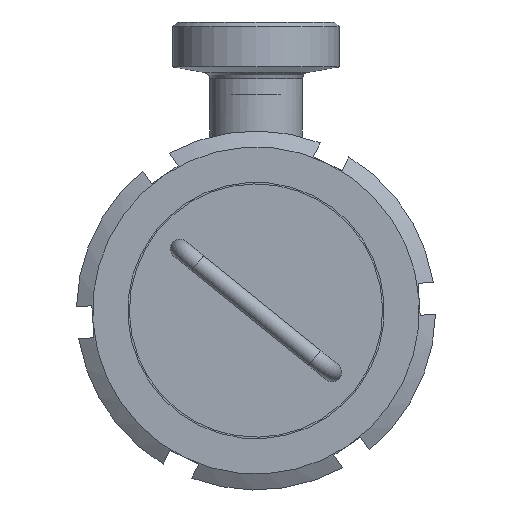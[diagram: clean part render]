
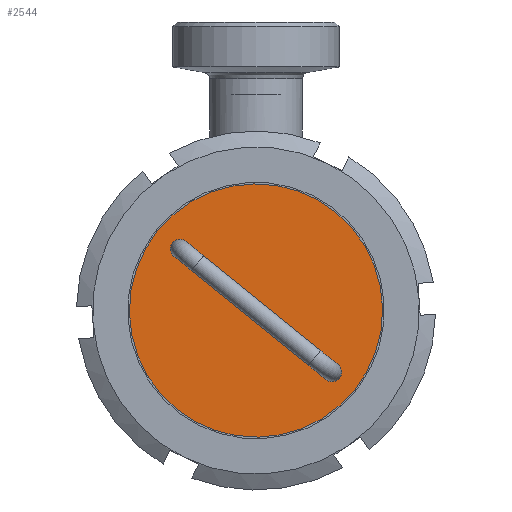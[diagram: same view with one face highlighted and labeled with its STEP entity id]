
A CAD part, left-side view. The second image highlights one B-rep face of the part: STEP entity #2544.
In plain terms, the highlighted planar face has unit normal (-1, 0, 0).
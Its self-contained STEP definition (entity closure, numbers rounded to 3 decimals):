
#2506=CARTESIAN_POINT('',(-206.,12.433,-15.345));
#2507=DIRECTION('',(-1.0,0.0,0.0));
#2508=DIRECTION('',(0.0,0.777,0.63));
#2509=AXIS2_PLACEMENT_3D('',#2506,#2507,#2508);
#2510=PLANE('',#2509);
#2511=CARTESIAN_POINT('',(-206.,24.866,-30.691));
#2512=VERTEX_POINT('',#2511);
#2513=CARTESIAN_POINT('',(-206.,0.,0.));
#2514=DIRECTION('',(-1.,0.0,0.0));
#2515=DIRECTION('',(0.0,0.63,-0.777));
#2516=AXIS2_PLACEMENT_3D('',#2513,#2514,#2515);
#2517=CIRCLE('',#2516,39.5);
#2518=EDGE_CURVE('',#2512,#2512,#2517,.T.);
#2519=ORIENTED_EDGE('',*,*,#2518,.T.);
#2520=EDGE_LOOP('',(#2519));
#2521=FACE_OUTER_BOUND('',#2520,.T.);
#2522=CARTESIAN_POINT('',(-206.,26.029,21.089));
#2523=VERTEX_POINT('',#2522);
#2524=CARTESIAN_POINT('',(-206.,23.698,19.201));
#2525=DIRECTION('',(1.0,0.,0.));
#2526=DIRECTION('',(0.,-0.777,-0.63));
#2527=AXIS2_PLACEMENT_3D('',#2524,#2525,#2526);
#2528=CIRCLE('',#2527,3.);
#2529=EDGE_CURVE('',#2523,#2523,#2528,.T.);
#2530=ORIENTED_EDGE('',*,*,#2529,.T.);
#2531=EDGE_LOOP('',(#2530));
#2532=FACE_BOUND('',#2531,.T.);
#2533=CARTESIAN_POINT('',(-206.,-26.029,-21.089));
#2534=VERTEX_POINT('',#2533);
#2535=CARTESIAN_POINT('',(-206.,-23.698,-19.201));
#2536=DIRECTION('',(1.0,0.,0.));
#2537=DIRECTION('',(0.,0.777,0.63));
#2538=AXIS2_PLACEMENT_3D('',#2535,#2536,#2537);
#2539=CIRCLE('',#2538,3.);
#2540=EDGE_CURVE('',#2534,#2534,#2539,.T.);
#2541=ORIENTED_EDGE('',*,*,#2540,.T.);
#2542=EDGE_LOOP('',(#2541));
#2543=FACE_BOUND('',#2542,.T.);
#2544=ADVANCED_FACE('',(#2521,#2532,#2543),#2510,.T.);
